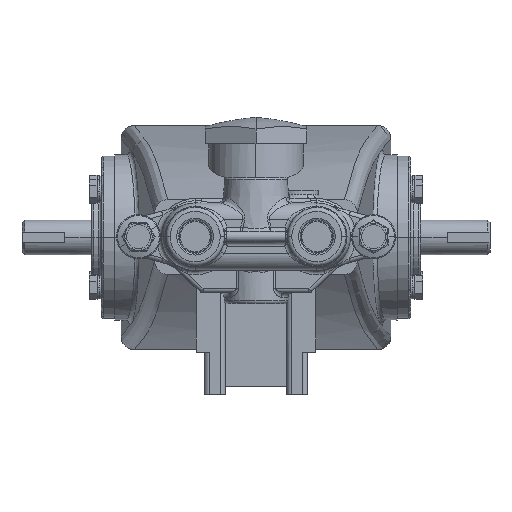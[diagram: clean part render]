
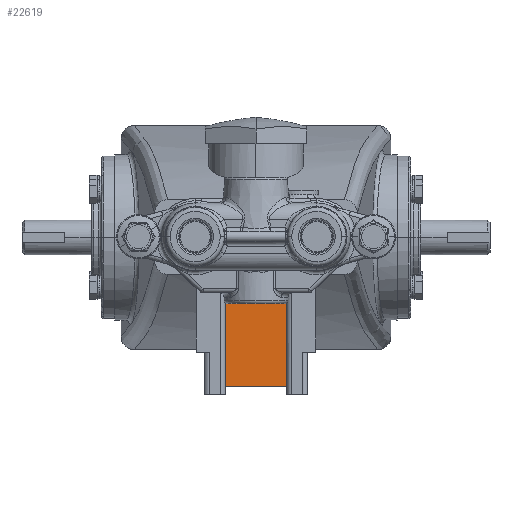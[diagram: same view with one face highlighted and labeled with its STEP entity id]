
A CAD part, top view. The second image highlights one B-rep face of the part: STEP entity #22619.
In plain terms, the highlighted planar face has unit normal (0, 0, 1).
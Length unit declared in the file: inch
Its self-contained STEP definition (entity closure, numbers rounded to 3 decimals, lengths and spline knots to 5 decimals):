
#11130 = VERTEX_POINT ( 'NONE', #14902 ) ;
#11209 = EDGE_CURVE ( 'NONE', #11130, #11211, #15076, .T. ) ;
#11211 = VERTEX_POINT ( 'NONE', #15072 ) ;
#11582 = VERTEX_POINT ( 'NONE', #15924 ) ;
#11780 = EDGE_CURVE ( 'NONE', #11781, #11211, #16338, .T. ) ;
#11781 = VERTEX_POINT ( 'NONE', #16296 ) ;
#14902 = CARTESIAN_POINT ( 'NONE',  ( -0.575, -0.99934, 3.585 ) ) ;
#15072 = CARTESIAN_POINT ( 'NONE',  ( 0.575, -0.99934, 3.585 ) ) ;
#15073 = DIRECTION ( 'NONE',  ( 1., 0., 0. ) ) ;
#15074 = VECTOR ( 'NONE', #15073, 39.37008 ) ;
#15075 = CARTESIAN_POINT ( 'NONE',  ( 1.9, -0.99934, 3.585 ) ) ;
#15076 = LINE ( 'NONE', #15075, #15074 ) ;
#15924 = CARTESIAN_POINT ( 'NONE',  ( -0.575, -2.8, 3.585 ) ) ;
#16296 = CARTESIAN_POINT ( 'NONE',  ( 0.575, -2.8, 3.585 ) ) ;
#16313 = DIRECTION ( 'NONE',  ( 0., 1., 0. ) ) ;
#16337 = VECTOR ( 'NONE', #16313, 39.37008 ) ;
#16338 = LINE ( 'NONE', #16339, #16337 ) ;
#16339 = CARTESIAN_POINT ( 'NONE',  ( 0.575, -2.8, 3.585 ) ) ;
#17766 = DIRECTION ( 'NONE',  ( 1., 0., 0. ) ) ;
#17767 = DIRECTION ( 'NONE',  ( 0., 0., 1. ) ) ;
#17768 = CARTESIAN_POINT ( 'NONE',  ( 0.575, -2.8, 3.585 ) ) ;
#17769 = AXIS2_PLACEMENT_3D ( 'NONE', #17768, #17767, #17766 ) ;
#17770 = PLANE ( 'NONE',  #17769 ) ;
#17776 = FACE_OUTER_BOUND ( 'NONE', #22622, .T. ) ;
#17779 = DIRECTION ( 'NONE',  ( 1., 0., 0. ) ) ;
#17780 = VECTOR ( 'NONE', #17779, 39.37008 ) ;
#17781 = CARTESIAN_POINT ( 'NONE',  ( 0.575, -2.8, 3.585 ) ) ;
#17782 = LINE ( 'NONE', #17781, #17780 ) ;
#22619 = ADVANCED_FACE ( 'NONE', ( #17776 ), #17770, .T. ) ;
#22622 = EDGE_LOOP ( 'NONE', ( #22626, #22629, #22632, #22640 ) ) ;
#22626 = ORIENTED_EDGE ( 'NONE', *, *, #11209, .F. ) ;
#22629 = ORIENTED_EDGE ( 'NONE', *, *, #29163, .F. ) ;
#22632 = ORIENTED_EDGE ( 'NONE', *, *, #22636, .T. ) ;
#22636 = EDGE_CURVE ( 'NONE', #11582, #11781, #17782, .T. ) ;
#22640 = ORIENTED_EDGE ( 'NONE', *, *, #11780, .T. ) ;
#23784 = DIRECTION ( 'NONE',  ( 0., 1., 0. ) ) ;
#23785 = VECTOR ( 'NONE', #23784, 39.37008 ) ;
#23786 = CARTESIAN_POINT ( 'NONE',  ( -0.575, -2.8, 3.585 ) ) ;
#23787 = LINE ( 'NONE', #23786, #23785 ) ;
#29163 = EDGE_CURVE ( 'NONE', #11582, #11130, #23787, .T. ) ;
